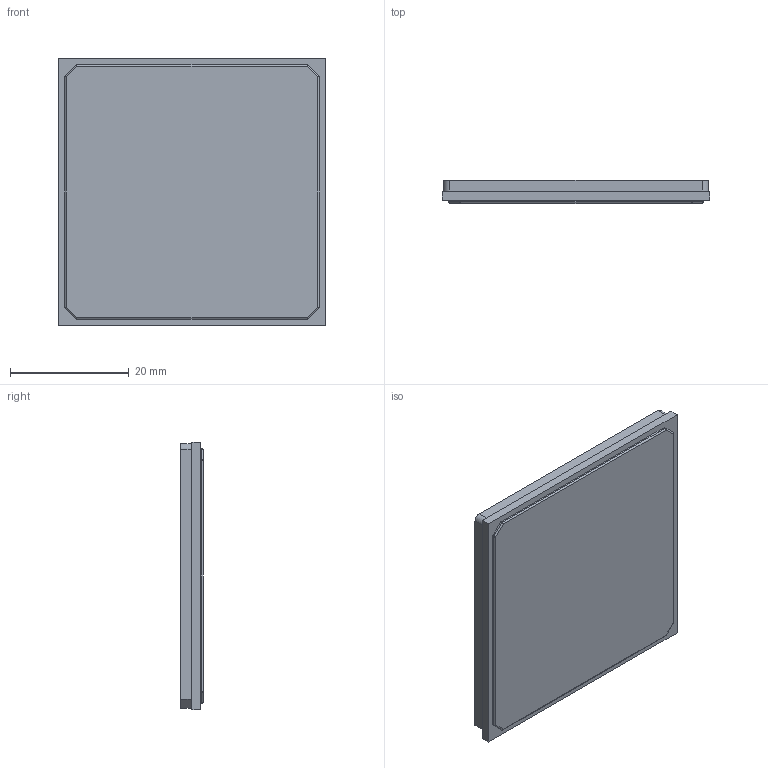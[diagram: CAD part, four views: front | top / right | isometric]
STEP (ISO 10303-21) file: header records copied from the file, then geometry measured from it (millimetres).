
FILE_DESCRIPTION((''),'2;1');
FILE_NAME('VC1902_VM1802-VSVA2197_ASM_WITH_ASM','2019-07-26T11:33:42',('dino'),(''),'CREO PARAMETRIC BY PTC INC, 2018500','CREO PARAMETRIC BY PTC INC, 2018500','');
FILE_SCHEMA(('CONFIG_CONTROL_DESIGN'));
Length unit declared in the file: millimetre
Products named in the file (6): SUB0275_8_1; DIE0275_5_1; ADH0026_3_1; PSF0026_7_1; VC1902_VM1802-VSVA2197_ASM_7_1_ASM; VC1902_VM1802-VSVA2197_ASM_WITH_ASM
Assembly tree (5 placements, depth 3):
  VC1902_VM1802-VSVA2197_ASM_WITH_ASM
    VC1902_VM1802-VSVA2197_ASM_7_1_ASM
      SUB0275_8_1
      DIE0275_5_1
      ADH0026_3_1
      PSF0026_7_1
Bounding box: 45 x 3.85 x 45 mm (x, y, z)
Volume: 5893.4 mm3; surface area: 9657 mm2
Topology: 4 solids, 4 shells, 112 faces, 275 edges, 166 vertices
Faces by surface type: plane 56, cylinder 44, sphere 8, bspline 4
Entity records: 3481 total; most frequent: CARTESIAN_POINT 691, DIRECTION 593, ORIENTED_EDGE 526, EDGE_CURVE 263, AXIS2_PLACEMENT_3D 211, VECTOR 171, LINE 171, VERTEX_POINT 166
